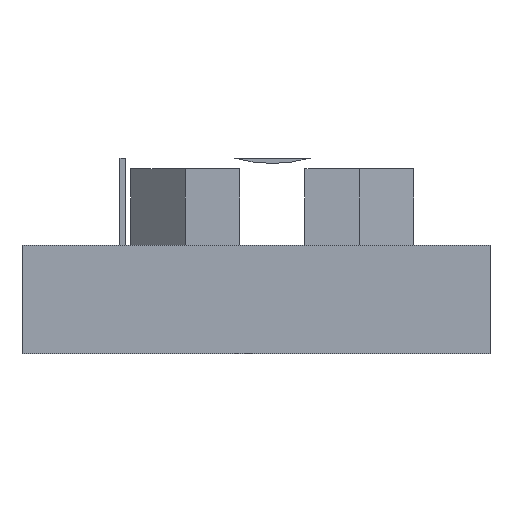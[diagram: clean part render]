
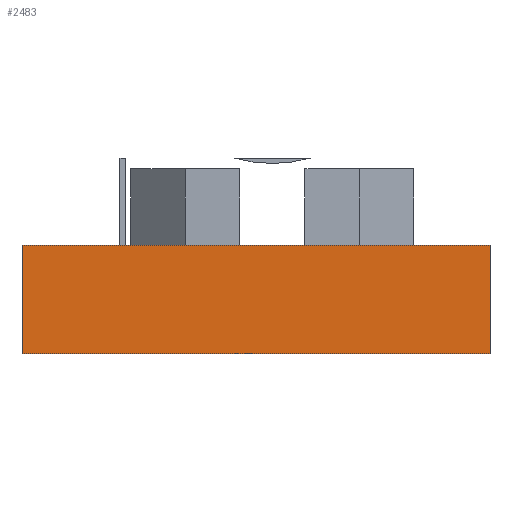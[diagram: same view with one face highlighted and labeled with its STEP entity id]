
A CAD part, front view. The second image highlights one B-rep face of the part: STEP entity #2483.
In plain terms, the highlighted planar face has unit normal (0, -1, 0).
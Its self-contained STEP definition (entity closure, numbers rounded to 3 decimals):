
#177 = PLANE('',#178);
#178 = AXIS2_PLACEMENT_3D('',#179,#180,#181);
#179 = CARTESIAN_POINT('',(-2.5,7.,-1.8));
#180 = DIRECTION('',(0.,0.,1.));
#181 = DIRECTION('',(1.,0.,0.));
#508 = VERTEX_POINT('',#509);
#509 = CARTESIAN_POINT('',(-4.3,-9.2,-1.8));
#523 = PLANE('',#524);
#524 = AXIS2_PLACEMENT_3D('',#525,#526,#527);
#525 = CARTESIAN_POINT('',(-4.3,-10.95,8.));
#526 = DIRECTION('',(-1.,0.,0.));
#527 = DIRECTION('',(0.,1.,0.));
#535 = EDGE_CURVE('',#508,#536,#538,.T.);
#536 = VERTEX_POINT('',#537);
#537 = CARTESIAN_POINT('',(4.3,-9.2,-1.8));
#538 = SURFACE_CURVE('',#539,(#543,#550),.PCURVE_S1.);
#539 = LINE('',#540,#541);
#540 = CARTESIAN_POINT('',(-9.05,-9.2,-1.8));
#541 = VECTOR('',#542,1.);
#542 = DIRECTION('',(1.,0.,0.));
#543 = PCURVE('',#177,#544);
#544 = DEFINITIONAL_REPRESENTATION('',(#545),#549);
#545 = LINE('',#546,#547);
#546 = CARTESIAN_POINT('',(-6.55,-16.2));
#547 = VECTOR('',#548,1.);
#548 = DIRECTION('',(1.,0.));
#549 = ( GEOMETRIC_REPRESENTATION_CONTEXT(2) 
PARAMETRIC_REPRESENTATION_CONTEXT() REPRESENTATION_CONTEXT('2D SPACE',''
  ) );
#550 = PCURVE('',#551,#556);
#551 = PLANE('',#552);
#552 = AXIS2_PLACEMENT_3D('',#553,#554,#555);
#553 = CARTESIAN_POINT('',(-6.4,-9.2,-2.));
#554 = DIRECTION('',(0.,1.,0.));
#555 = DIRECTION('',(0.,0.,1.));
#556 = DEFINITIONAL_REPRESENTATION('',(#557),#561);
#557 = LINE('',#558,#559);
#558 = CARTESIAN_POINT('',(0.2,-2.65));
#559 = VECTOR('',#560,1.);
#560 = DIRECTION('',(0.,1.));
#561 = ( GEOMETRIC_REPRESENTATION_CONTEXT(2) 
PARAMETRIC_REPRESENTATION_CONTEXT() REPRESENTATION_CONTEXT('2D SPACE',''
  ) );
#579 = PLANE('',#580);
#580 = AXIS2_PLACEMENT_3D('',#581,#582,#583);
#581 = CARTESIAN_POINT('',(4.3,-16.,-1.8));
#582 = DIRECTION('',(1.,0.,0.));
#583 = DIRECTION('',(0.,0.,1.));
#1302 = PLANE('',#1303);
#1303 = AXIS2_PLACEMENT_3D('',#1304,#1305,#1306);
#1304 = CARTESIAN_POINT('',(-11.7,-16.,0.2));
#1305 = DIRECTION('',(0.,0.,1.));
#1306 = DIRECTION('',(1.,0.,0.));
#1444 = VERTEX_POINT('',#1445);
#1445 = CARTESIAN_POINT('',(4.3,-9.2,0.2));
#1632 = VERTEX_POINT('',#1633);
#1633 = CARTESIAN_POINT('',(-4.3,-9.2,0.2));
#1654 = EDGE_CURVE('',#1632,#1444,#1655,.T.);
#1655 = SURFACE_CURVE('',#1656,(#1660,#1667),.PCURVE_S1.);
#1656 = LINE('',#1657,#1658);
#1657 = CARTESIAN_POINT('',(-6.4,-9.2,0.2));
#1658 = VECTOR('',#1659,1.);
#1659 = DIRECTION('',(1.,0.,0.));
#1660 = PCURVE('',#1302,#1661);
#1661 = DEFINITIONAL_REPRESENTATION('',(#1662),#1666);
#1662 = LINE('',#1663,#1664);
#1663 = CARTESIAN_POINT('',(5.3,6.8));
#1664 = VECTOR('',#1665,1.);
#1665 = DIRECTION('',(1.,0.));
#1666 = ( GEOMETRIC_REPRESENTATION_CONTEXT(2) 
PARAMETRIC_REPRESENTATION_CONTEXT() REPRESENTATION_CONTEXT('2D SPACE',''
  ) );
#1667 = PCURVE('',#551,#1668);
#1668 = DEFINITIONAL_REPRESENTATION('',(#1669),#1673);
#1669 = LINE('',#1670,#1671);
#1670 = CARTESIAN_POINT('',(2.2,0.));
#1671 = VECTOR('',#1672,1.);
#1672 = DIRECTION('',(0.,1.));
#1673 = ( GEOMETRIC_REPRESENTATION_CONTEXT(2) 
PARAMETRIC_REPRESENTATION_CONTEXT() REPRESENTATION_CONTEXT('2D SPACE',''
  ) );
#2440 = EDGE_CURVE('',#1444,#536,#2441,.T.);
#2441 = SURFACE_CURVE('',#2442,(#2446,#2453),.PCURVE_S1.);
#2442 = LINE('',#2443,#2444);
#2443 = CARTESIAN_POINT('',(4.3,-9.2,-1.9));
#2444 = VECTOR('',#2445,1.);
#2445 = DIRECTION('',(0.,0.,-1.));
#2446 = PCURVE('',#579,#2447);
#2447 = DEFINITIONAL_REPRESENTATION('',(#2448),#2452);
#2448 = LINE('',#2449,#2450);
#2449 = CARTESIAN_POINT('',(-0.1,-6.8));
#2450 = VECTOR('',#2451,1.);
#2451 = DIRECTION('',(-1.,0.));
#2452 = ( GEOMETRIC_REPRESENTATION_CONTEXT(2) 
PARAMETRIC_REPRESENTATION_CONTEXT() REPRESENTATION_CONTEXT('2D SPACE',''
  ) );
#2453 = PCURVE('',#551,#2454);
#2454 = DEFINITIONAL_REPRESENTATION('',(#2455),#2459);
#2455 = LINE('',#2456,#2457);
#2456 = CARTESIAN_POINT('',(0.1,10.7));
#2457 = VECTOR('',#2458,1.);
#2458 = DIRECTION('',(-1.,0.));
#2459 = ( GEOMETRIC_REPRESENTATION_CONTEXT(2) 
PARAMETRIC_REPRESENTATION_CONTEXT() REPRESENTATION_CONTEXT('2D SPACE',''
  ) );
#2483 = ADVANCED_FACE('',(#2484),#551,.F.);
#2484 = FACE_BOUND('',#2485,.F.);
#2485 = EDGE_LOOP('',(#2486,#2487,#2508,#2509));
#2486 = ORIENTED_EDGE('',*,*,#535,.F.);
#2487 = ORIENTED_EDGE('',*,*,#2488,.F.);
#2488 = EDGE_CURVE('',#1632,#508,#2489,.T.);
#2489 = SURFACE_CURVE('',#2490,(#2494,#2501),.PCURVE_S1.);
#2490 = LINE('',#2491,#2492);
#2491 = CARTESIAN_POINT('',(-4.3,-9.2,3.));
#2492 = VECTOR('',#2493,1.);
#2493 = DIRECTION('',(0.,0.,-1.));
#2494 = PCURVE('',#551,#2495);
#2495 = DEFINITIONAL_REPRESENTATION('',(#2496),#2500);
#2496 = LINE('',#2497,#2498);
#2497 = CARTESIAN_POINT('',(5.,2.1));
#2498 = VECTOR('',#2499,1.);
#2499 = DIRECTION('',(-1.,0.));
#2500 = ( GEOMETRIC_REPRESENTATION_CONTEXT(2) 
PARAMETRIC_REPRESENTATION_CONTEXT() REPRESENTATION_CONTEXT('2D SPACE',''
  ) );
#2501 = PCURVE('',#523,#2502);
#2502 = DEFINITIONAL_REPRESENTATION('',(#2503),#2507);
#2503 = LINE('',#2504,#2505);
#2504 = CARTESIAN_POINT('',(1.75,5.));
#2505 = VECTOR('',#2506,1.);
#2506 = DIRECTION('',(0.,1.));
#2507 = ( GEOMETRIC_REPRESENTATION_CONTEXT(2) 
PARAMETRIC_REPRESENTATION_CONTEXT() REPRESENTATION_CONTEXT('2D SPACE',''
  ) );
#2508 = ORIENTED_EDGE('',*,*,#1654,.T.);
#2509 = ORIENTED_EDGE('',*,*,#2440,.T.);
